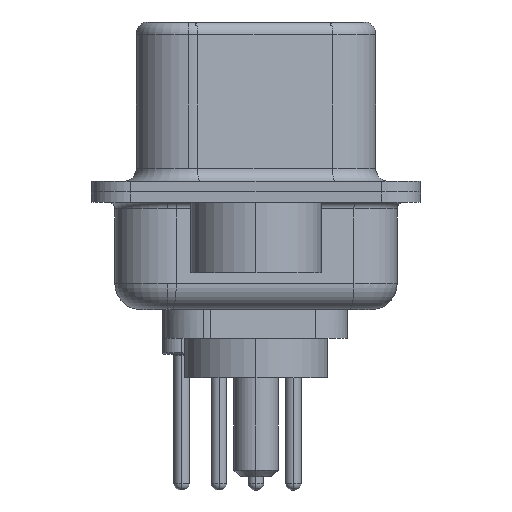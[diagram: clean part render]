
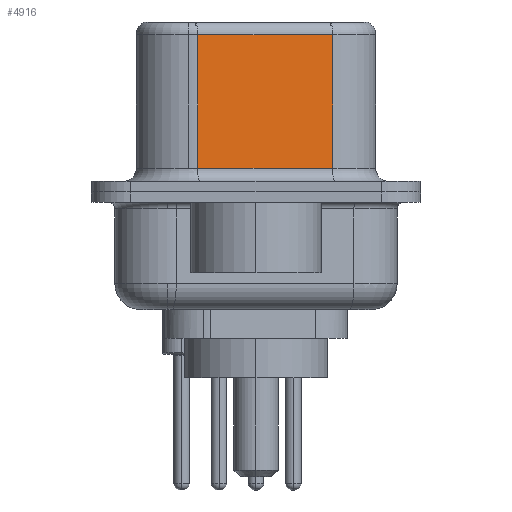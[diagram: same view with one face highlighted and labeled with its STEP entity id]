
A CAD part, left-side view. The second image highlights one B-rep face of the part: STEP entity #4916.
In plain terms, the highlighted planar face has unit normal (-0.985, -0.174, 0).
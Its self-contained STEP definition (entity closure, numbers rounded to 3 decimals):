
#190 = VERTEX_POINT ( 'NONE', #2978 ) ;
#480 = DIRECTION ( 'NONE',  ( 0.985, 0.174, 0. ) ) ;
#572 = CARTESIAN_POINT ( 'NONE',  ( 4.58, -2.927, 6.52 ) ) ;
#593 = FACE_OUTER_BOUND ( 'NONE', #1620, .T. ) ;
#1620 = EDGE_LOOP ( 'NONE', ( #11259, #6490, #5553, #4773 ) ) ;
#1658 = LINE ( 'NONE', #20494, #15257 ) ;
#2577 = DIRECTION ( 'NONE',  ( 0., 0., -1. ) ) ;
#2641 = CARTESIAN_POINT ( 'NONE',  ( 3.67, 2.233, 6.02 ) ) ;
#2978 = CARTESIAN_POINT ( 'NONE',  ( 3.67, 2.233, 0.9 ) ) ;
#3391 = CARTESIAN_POINT ( 'NONE',  ( 4.58, -2.927, 0.9 ) ) ;
#4716 = VECTOR ( 'NONE', #15003, 1000. ) ;
#4773 = ORIENTED_EDGE ( 'NONE', *, *, #15162, .T. ) ;
#4899 = VECTOR ( 'NONE', #2577, 1000. ) ;
#4916 = ADVANCED_FACE ( 'NONE', ( #593 ), #22081, .F. ) ;
#5243 = EDGE_CURVE ( 'NONE', #14315, #8518, #14296, .T. ) ;
#5272 = LINE ( 'NONE', #9386, #4716 ) ;
#5553 = ORIENTED_EDGE ( 'NONE', *, *, #8913, .T. ) ;
#6175 = CARTESIAN_POINT ( 'NONE',  ( 4.58, -2.927, 0.9 ) ) ;
#6490 = ORIENTED_EDGE ( 'NONE', *, *, #15481, .T. ) ;
#6720 = CARTESIAN_POINT ( 'NONE',  ( 4.58, -2.927, 6.52 ) ) ;
#8518 = VERTEX_POINT ( 'NONE', #6175 ) ;
#8913 = EDGE_CURVE ( 'NONE', #17241, #190, #1658, .T. ) ;
#9386 = CARTESIAN_POINT ( 'NONE',  ( 4.58, -2.927, 6.02 ) ) ;
#11259 = ORIENTED_EDGE ( 'NONE', *, *, #5243, .F. ) ;
#11322 = DIRECTION ( 'NONE',  ( -0.174, 0.985, 0. ) ) ;
#14296 = LINE ( 'NONE', #6720, #4899 ) ;
#14315 = VERTEX_POINT ( 'NONE', #16881 ) ;
#14406 = VECTOR ( 'NONE', #15729, 1000. ) ;
#15003 = DIRECTION ( 'NONE',  ( -0.174, 0.985, 0. ) ) ;
#15162 = EDGE_CURVE ( 'NONE', #190, #8518, #19135, .T. ) ;
#15257 = VECTOR ( 'NONE', #20387, 1000. ) ;
#15481 = EDGE_CURVE ( 'NONE', #14315, #17241, #5272, .T. ) ;
#15729 = DIRECTION ( 'NONE',  ( 0.174, -0.985, 0. ) ) ;
#16881 = CARTESIAN_POINT ( 'NONE',  ( 4.58, -2.927, 6.02 ) ) ;
#17241 = VERTEX_POINT ( 'NONE', #2641 ) ;
#17541 = AXIS2_PLACEMENT_3D ( 'NONE', #572, #480, #11322 ) ;
#19135 = LINE ( 'NONE', #3391, #14406 ) ;
#20387 = DIRECTION ( 'NONE',  ( 0., 0., -1. ) ) ;
#20494 = CARTESIAN_POINT ( 'NONE',  ( 3.67, 2.233, 6.52 ) ) ;
#22081 = PLANE ( 'NONE',  #17541 ) ;
